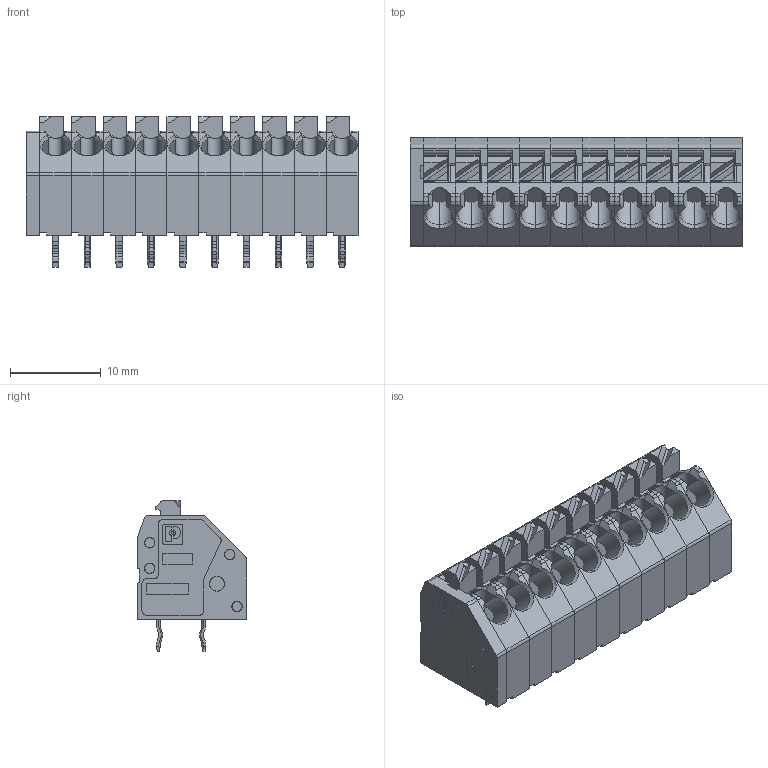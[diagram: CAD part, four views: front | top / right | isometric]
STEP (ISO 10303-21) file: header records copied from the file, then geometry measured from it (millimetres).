
FILE_DESCRIPTION(('STEP AP242'),'1');
FILE_NAME('1985276.stp','2023-04-18T08:49:20',('TraceParts'),('TraceParts S.A.'),'Spatial InterOp 3D',' ',' ');
FILE_SCHEMA(('AP242_MANAGED_MODEL_BASED_3D_ENGINEERING_MIM_LF {1 0 10303 442 1 1 4}'));
Length unit declared in the file: millimetre
Products named in the file (1): 1985276_1
Bounding box: 36.5 x 12 x 16.6 mm (x, y, z)
Volume: 4008.9 mm3; surface area: 6162.2 mm2
Topology: 21 solids, 21 shells, 1751 faces, 4586 edges, 3004 vertices
Faces by surface type: plane 1004, cylinder 517, cone 230
Entity records: 70316 total; most frequent: CARTESIAN_POINT 11672, DIRECTION 9464, ORIENTED_EDGE 9172, EDGE_CURVE 4586, AXIS2_PLACEMENT_3D 3186, LINE 3092, VECTOR 3092, VERTEX_POINT 3004
